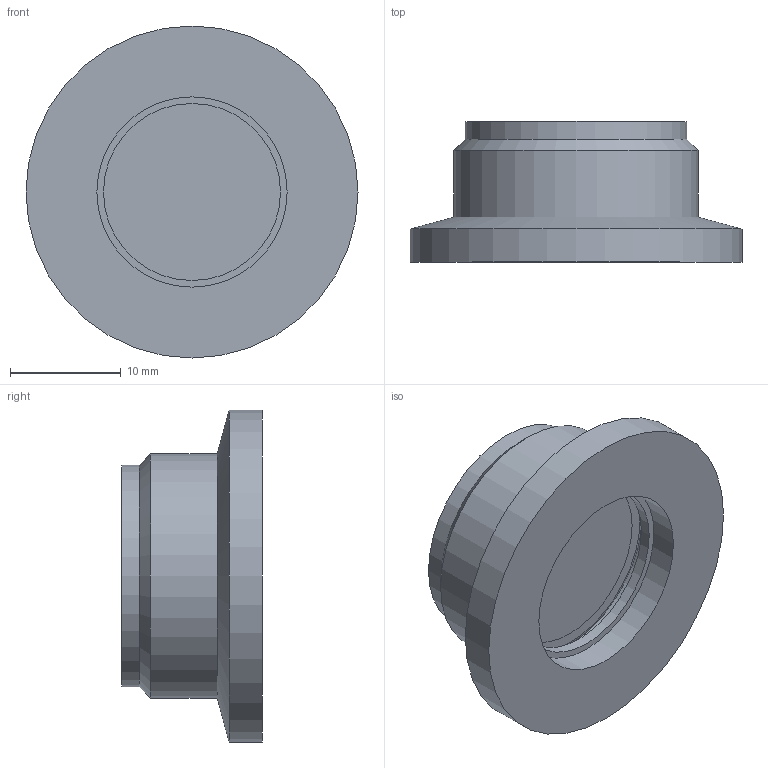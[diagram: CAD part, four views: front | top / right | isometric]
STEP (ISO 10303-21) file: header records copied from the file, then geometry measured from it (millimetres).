
FILE_DESCRIPTION(/* description */ (''),/* implementation_level */ '2;1');
FILE_NAME(/* name */ 'VP-16KF.stp',/* time_stamp */ '2018-04-09T15:57:37+01:00',/* author */ ('paul'),/* organization */ (''),/* preprocessor_version */ 'ST-DEVELOPER v17',/* originating_system */ 'Autodesk Inventor 2018',/* authorisation */ '');
FILE_SCHEMA (('AUTOMOTIVE_DESIGN { 1 0 10303 214 3 1 1 }'));
Length unit declared in the file: millimetre
Products named in the file (5): VP-16KF; flange; weldable; spinning; glass
Assembly tree (4 placements, depth 3):
  VP-16KF
    flange
    weldable
      spinning
      glass
Bounding box: 30 x 12.7 x 30 mm (x, y, z)
Volume: 3106.8 mm3; surface area: 4237.3 mm2
Topology: 3 solids, 3 shells, 29 faces, 80 edges, 61 vertices
Faces by surface type: cylinder 11, plane 10, torus 6, cone 2
Full cylindrical faces by diameter (mm): 16 x3, 17.2 x1, 18 x2, 19 x2, 20 x1, 22.1 x1, 30 x1
Entity records: 1187 total; most frequent: DIRECTION 223, CARTESIAN_POINT 179, ORIENTED_EDGE 160, AXIS2_PLACEMENT_3D 105, EDGE_CURVE 80, CIRCLE 67, VERTEX_POINT 61, EDGE_LOOP 37
